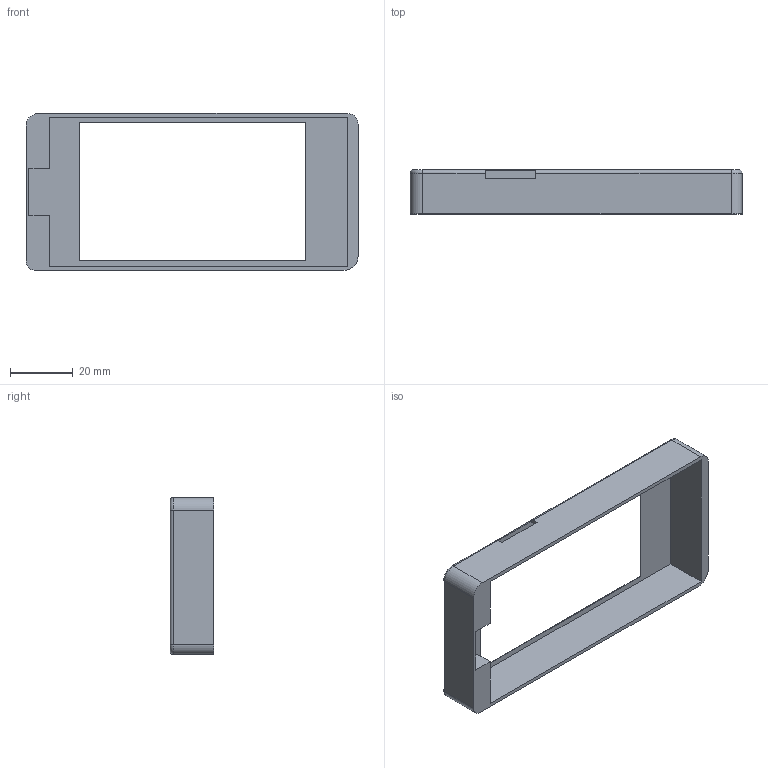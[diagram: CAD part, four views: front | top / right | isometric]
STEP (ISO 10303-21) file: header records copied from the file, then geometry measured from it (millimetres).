
FILE_DESCRIPTION((''),'2;1');
FILE_NAME('DISPLAY_BRAKET','2024-12-13T11:52:01',('weiss'),(''),'CREO PARAMETRIC BY PTC INC, 2022014','CREO PARAMETRIC BY PTC INC, 2022014','');
FILE_SCHEMA(('CONFIG_CONTROL_DESIGN'));
Length unit declared in the file: millimetre
Products named in the file (1): DISPLAY_BRAKET
Bounding box: 105.7 x 14 x 50 mm (x, y, z)
Volume: 9431.6 mm3; surface area: 12466.7 mm2
Topology: 1 solids, 1 shells, 34 faces, 91 edges, 58 vertices
Faces by surface type: plane 22, cylinder 8, torus 4
Entity records: 1099 total; most frequent: CARTESIAN_POINT 183, ORIENTED_EDGE 182, DIRECTION 181, EDGE_CURVE 91, VECTOR 69, LINE 69, VERTEX_POINT 58, AXIS2_PLACEMENT_3D 56
